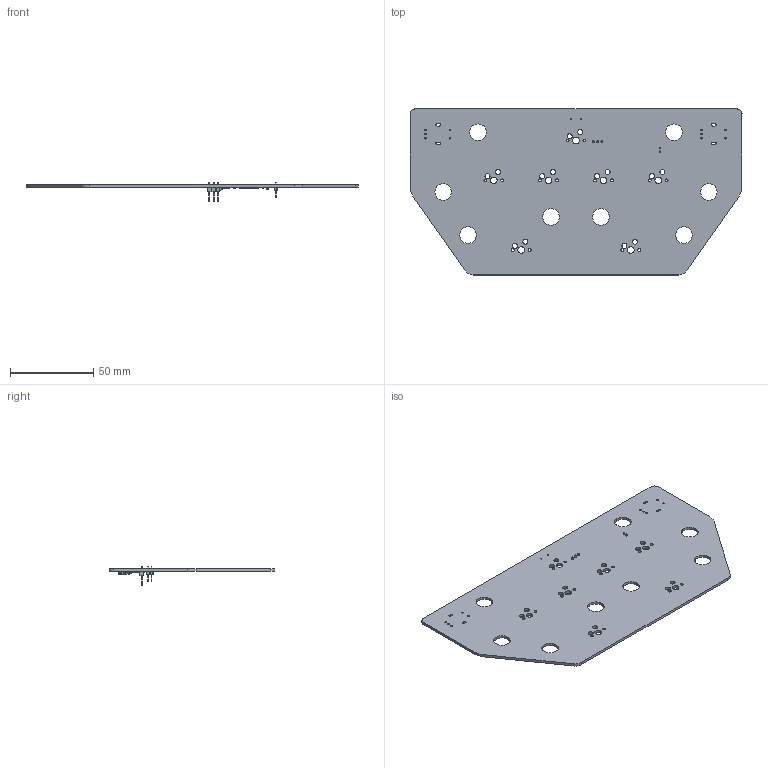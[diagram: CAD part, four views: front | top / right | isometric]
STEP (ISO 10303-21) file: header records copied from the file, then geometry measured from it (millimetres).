
FILE_DESCRIPTION(('KiCad electronic assembly'),'2;1');
FILE_NAME('PH-AC.step','2024-09-18T22:59:31',('Pcbnew'),('Kicad'), 'Open CASCADE STEP processor 7.8','KiCad to STEP converter','Unknown' );
FILE_SCHEMA(('AUTOMOTIVE_DESIGN { 1 0 10303 214 1 1 1 1 }'));
Length unit declared in the file: millimetre
Products named in the file (20): PH-AC 1; C_0402_1005Metric; SOT-223; SOT_223; R_0402_1005Metric; Crystal_SMD_3225-4Pin_3.2x2.5mm; QFN-56-1EP_7x7mm_P0.4mm_EP3.2x3.2mm; QFN_56_1EP_7x7mm_P04mm_EP32x32mm; R_0603_1608Metric; LED_1206_3216Metric; PinHeader_1x02_P2.00mm_Vertical; PinHeader_1x02_P200mm_Vertical; PinHeader_1x03_P2.54mm_Vertical; PinHeader_1x03_P254mm_Vertical; PH-AC_PCB
Assembly tree (42 placements, depth 3):
  PH-AC 1
    C_0402_1005Metric  x17
      C_0402_1005Metric
    SOT-223
      SOT_223
    R_0402_1005Metric  x7
      R_0402_1005Metric
    Crystal_SMD_3225-4Pin_3.2x2.5mm
      Crystal_SMD_3225-4Pin_3.2x2.5mm
    QFN-56-1EP_7x7mm_P0.4mm_EP3.2x3.2mm
      QFN_56_1EP_7x7mm_P04mm_EP32x32mm
    R_0603_1608Metric  x2
      R_0603_1608Metric
    LED_1206_3216Metric
      LED_1206_3216Metric
    PinHeader_1x02_P2.00mm_Vertical
      PinHeader_1x02_P200mm_Vertical
    PinHeader_1x03_P2.54mm_Vertical
      PinHeader_1x03_P254mm_Vertical
    PH-AC_PCB
Bounding box: 200 x 100 x 11.54 mm (x, y, z)
Volume: 27954.6 mm3; surface area: 37165.1 mm2
Topology: 33 solids, 33 shells, 1434 faces, 3845 edges, 2526 vertices
Faces by surface type: plane 1031, cylinder 387, bspline 16
Full cylindrical faces by diameter (mm): 0.4 x1, 0.65 x2, 0.8 x2, 1 x13, 1.75 x14, 3.05 x14, 4 x7, 10 x8
Entity records: 28609 total; most frequent: CARTESIAN_POINT 4578, ORIENTED_EDGE 4434, DIRECTION 4141, EDGE_CURVE 2217, LINE 1923, VECTOR 1923, VERTEX_POINT 1450, AXIS2_PLACEMENT_3D 1109
